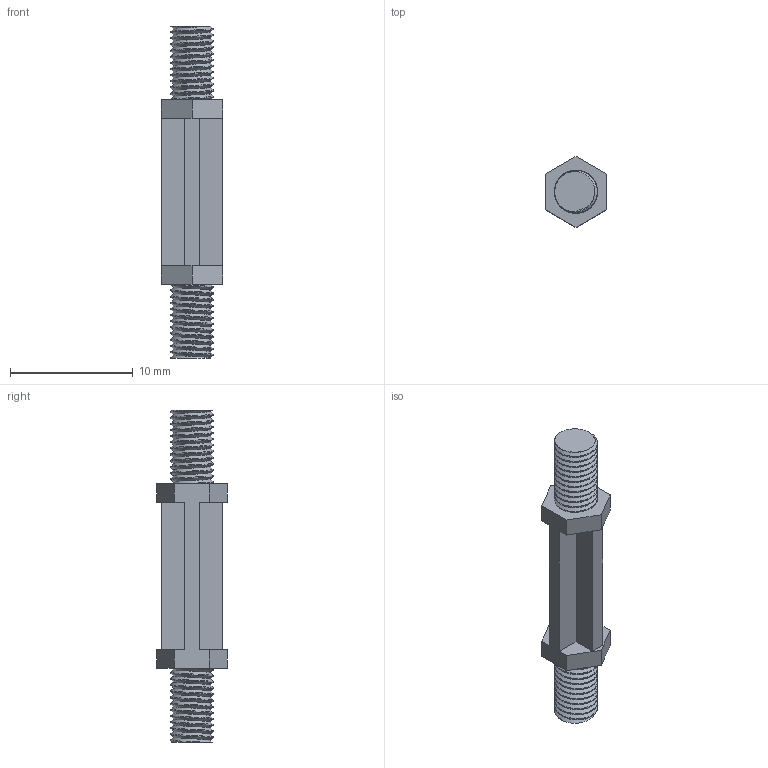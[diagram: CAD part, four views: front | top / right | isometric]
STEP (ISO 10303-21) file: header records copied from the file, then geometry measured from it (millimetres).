
FILE_DESCRIPTION(('STEP AP214'),'1');
FILE_NAME('htsn-m3-15-3.stp','2014-03-29T17:12:40',('TraceParts'),('TraceParts S.A.'),'XStep 1.0',' ',' ');
FILE_SCHEMA(('automotive_design'));
Length unit declared in the file: millimetre
Products named in the file (1): Mirror9
Bounding box: 5 x 5.77 x 27 mm (x, y, z)
Volume: 292 mm3; surface area: 534.1 mm2
Topology: 1 solids, 1 shells, 84 faces, 238 edges, 158 vertices
Faces by surface type: cylinder 50, plane 28, bspline 6
Entity records: 7093 total; most frequent: CARTESIAN_POINT 5243, ORIENTED_EDGE 476, DIRECTION 286, EDGE_CURVE 238, VERTEX_POINT 158, LINE 120, VECTOR 120, EDGE_LOOP 86
